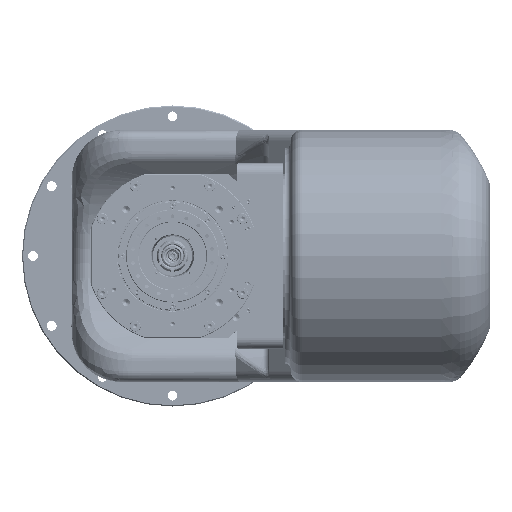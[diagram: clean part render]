
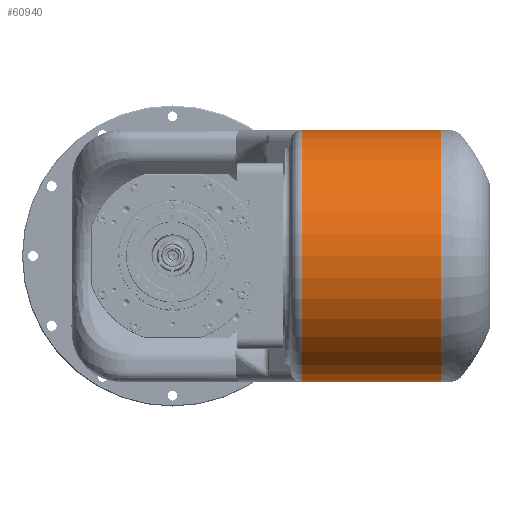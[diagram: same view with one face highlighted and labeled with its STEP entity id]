
A CAD part, front view. The second image highlights one B-rep face of the part: STEP entity #60940.
In plain terms, the highlighted cylindrical face has radius 115 mm (diameter 230 mm), a partial arc.
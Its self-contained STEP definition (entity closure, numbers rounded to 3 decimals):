
#5985 = LINE ( 'NONE', #16907, #15423 ) ;
#9999 = AXIS2_PLACEMENT_3D ( 'NONE', #133568, #50726, #62833 ) ;
#13347 = DIRECTION ( 'NONE',  ( 0., 0., -1. ) ) ;
#14941 = CIRCLE ( 'NONE', #29151, 115. ) ;
#15423 = VECTOR ( 'NONE', #74773, 1000. ) ;
#16907 = CARTESIAN_POINT ( 'NONE',  ( 119.899, -55.844, 115. ) ) ;
#17603 = ORIENTED_EDGE ( 'NONE', *, *, #99171, .F. ) ;
#19757 = AXIS2_PLACEMENT_3D ( 'NONE', #89654, #31633, #90689 ) ;
#22725 = EDGE_CURVE ( 'NONE', #91994, #145764, #95447, .T. ) ;
#23785 = CARTESIAN_POINT ( 'NONE',  ( 2.899, -55.844, 115. ) ) ;
#24794 = CARTESIAN_POINT ( 'NONE',  ( -48.601, -55.844, -115. ) ) ;
#29151 = AXIS2_PLACEMENT_3D ( 'NONE', #87788, #41362, #111946 ) ;
#29411 = CARTESIAN_POINT ( 'NONE',  ( 129.899, -55.844, -115. ) ) ;
#31222 = ORIENTED_EDGE ( 'NONE', *, *, #106920, .T. ) ;
#31633 = DIRECTION ( 'NONE',  ( 1., 0., 0. ) ) ;
#32055 = CIRCLE ( 'NONE', #68745, 115. ) ;
#41362 = DIRECTION ( 'NONE',  ( 1., 0., 0. ) ) ;
#50358 = EDGE_CURVE ( 'NONE', #113457, #124878, #14941, .T. ) ;
#50726 = DIRECTION ( 'NONE',  ( -1., 0., 0. ) ) ;
#53385 = CYLINDRICAL_SURFACE ( 'NONE', #9999, 115. ) ;
#60451 = ORIENTED_EDGE ( 'NONE', *, *, #50358, .F. ) ;
#60940 = ADVANCED_FACE ( 'NONE', ( #146052 ), #53385, .T. ) ;
#62833 = DIRECTION ( 'NONE',  ( 0., 0., 1. ) ) ;
#67114 = VECTOR ( 'NONE', #156033, 1000. ) ;
#68745 = AXIS2_PLACEMENT_3D ( 'NONE', #85489, #121828, #13347 ) ;
#70767 = ORIENTED_EDGE ( 'NONE', *, *, #22725, .T. ) ;
#74773 = DIRECTION ( 'NONE',  ( 1., 0., 0. ) ) ;
#80236 = EDGE_CURVE ( 'NONE', #124878, #100313, #114284, .T. ) ;
#84535 = CARTESIAN_POINT ( 'NONE',  ( 2.899, -170.844, 0. ) ) ;
#85489 = CARTESIAN_POINT ( 'NONE',  ( 2.899, -55.844, 0. ) ) ;
#87788 = CARTESIAN_POINT ( 'NONE',  ( 129.899, -55.844, 0. ) ) ;
#89654 = CARTESIAN_POINT ( 'NONE',  ( 2.899, -55.844, 0. ) ) ;
#90689 = DIRECTION ( 'NONE',  ( 0., 0., -1. ) ) ;
#91994 = VERTEX_POINT ( 'NONE', #23785 ) ;
#95447 = CIRCLE ( 'NONE', #19757, 115. ) ;
#99171 = EDGE_CURVE ( 'NONE', #91994, #113457, #5985, .T. ) ;
#100313 = VERTEX_POINT ( 'NONE', #115467 ) ;
#106920 = EDGE_CURVE ( 'NONE', #145764, #100313, #32055, .T. ) ;
#111946 = DIRECTION ( 'NONE',  ( 0., 1., 0. ) ) ;
#113457 = VERTEX_POINT ( 'NONE', #117721 ) ;
#114284 = LINE ( 'NONE', #24794, #67114 ) ;
#114608 = ORIENTED_EDGE ( 'NONE', *, *, #80236, .F. ) ;
#115467 = CARTESIAN_POINT ( 'NONE',  ( 2.899, -55.844, -115. ) ) ;
#117721 = CARTESIAN_POINT ( 'NONE',  ( 129.899, -55.844, 115. ) ) ;
#121177 = EDGE_LOOP ( 'NONE', ( #70767, #31222, #114608, #60451, #17603 ) ) ;
#121828 = DIRECTION ( 'NONE',  ( 1., 0., 0. ) ) ;
#124878 = VERTEX_POINT ( 'NONE', #29411 ) ;
#133568 = CARTESIAN_POINT ( 'NONE',  ( -48.601, -55.844, 0. ) ) ;
#145764 = VERTEX_POINT ( 'NONE', #84535 ) ;
#146052 = FACE_OUTER_BOUND ( 'NONE', #121177, .T. ) ;
#156033 = DIRECTION ( 'NONE',  ( -1., 0., 0. ) ) ;
